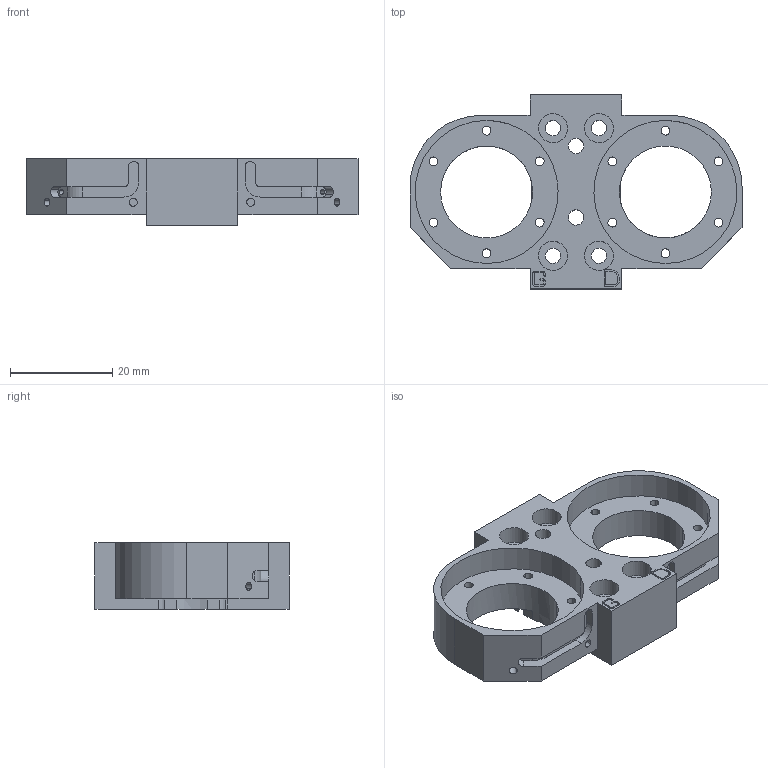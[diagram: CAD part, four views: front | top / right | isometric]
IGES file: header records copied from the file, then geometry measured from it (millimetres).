
Start section: START RECORD GO HERE.
Global section: file name: Monture des miroirs.igs; native system: IBM CATIA IGES - CATIA Version 5 Release 14 ; preprocessor: CATIA Version 5 Release 14 ; author: pmalc; organization: SROC-3; date: 20050127.171911; units: millimetre
Bounding box: 65 x 38 x 13 mm (x, y, z)
Surface area: 8324.1 mm2 (no closed solid volume)
Topology: 0 solids, 0 shells, 207 faces, 1152 edges, 1152 vertices
Faces by surface type: revolution 122, plane 85
